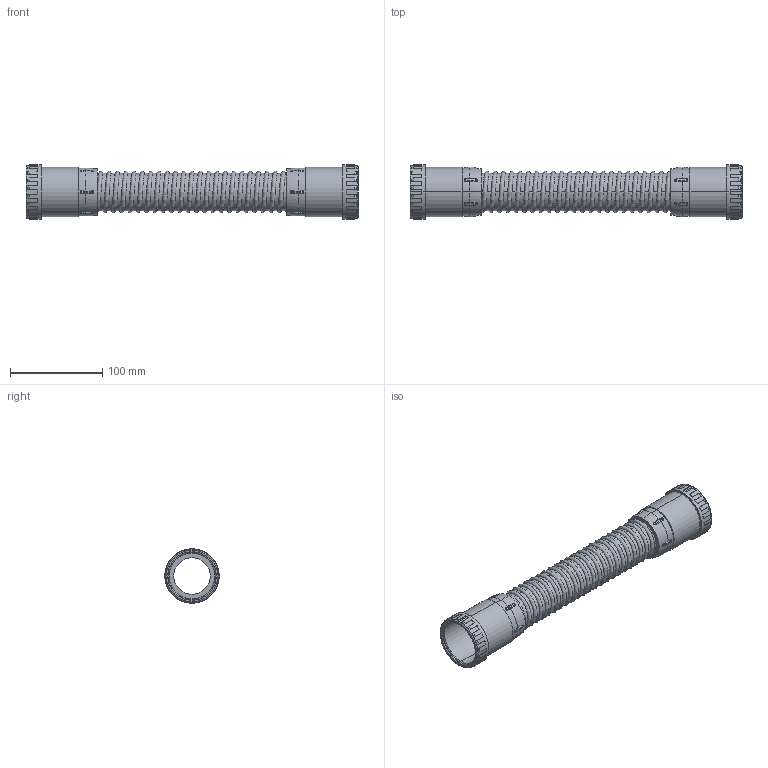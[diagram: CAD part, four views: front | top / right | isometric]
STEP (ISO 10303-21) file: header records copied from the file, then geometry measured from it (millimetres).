
FILE_DESCRIPTION (( 'STEP AP214' ), '1' );
FILE_NAME ('CTA10D-CXT50-K41 - Ìóôòà ãèáêàÿ òðóáà-òðóáà IP65 CXT50.STEP', '2016-05-20T12:02:02', ( '' ), ( '' ), 'SwSTEP 2.0', 'SolidWorks 2014', '' );
FILE_SCHEMA (( 'AUTOMOTIVE_DESIGN' ));
Length unit declared in the file: millimetre
Products named in the file (1): CTA10D-CXT50-K41 - Ìóôòà ãèáêàÿ òðóáà-òðóáà IP65 CXT50
Bounding box: 360 x 59 x 59 mm (x, y, z)
Volume: 118819.3 mm3; surface area: 116985.6 mm2
Topology: 1 solids, 5 shells, 425 faces, 1173 edges, 742 vertices
Faces by surface type: plane 162, cylinder 94, torus 68, bspline 61, cone 40
Entity records: 26033 total; most frequent: CARTESIAN_POINT 15815, ORIENTED_EDGE 2298, DIRECTION 1971, EDGE_CURVE 1149, AXIS2_PLACEMENT_3D 801, VERTEX_POINT 742, EDGE_LOOP 443, CIRCLE 436
